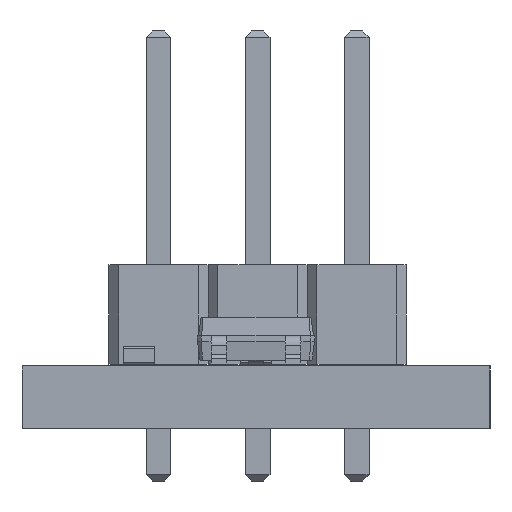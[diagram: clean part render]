
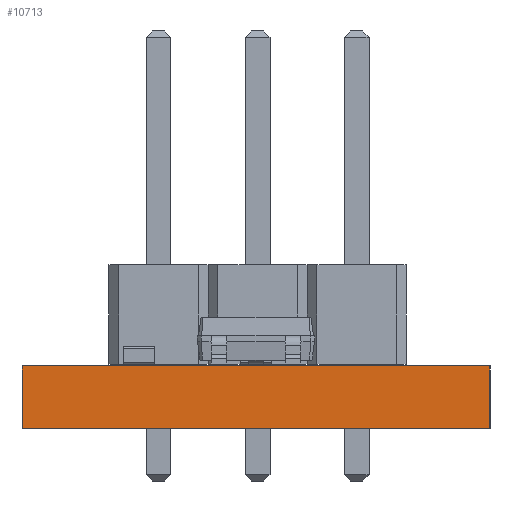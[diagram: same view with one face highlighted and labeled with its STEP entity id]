
A CAD part, left-side view. The second image highlights one B-rep face of the part: STEP entity #10713.
In plain terms, the highlighted planar face has unit normal (-1, 0, 0).
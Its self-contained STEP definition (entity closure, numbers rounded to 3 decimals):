
#10597 = EDGE_CURVE('',#10598,#10600,#10602,.T.);
#10598 = VERTEX_POINT('',#10599);
#10599 = CARTESIAN_POINT('',(0.,-0.,0.));
#10600 = VERTEX_POINT('',#10601);
#10601 = CARTESIAN_POINT('',(0.,0.,1.6));
#10602 = SURFACE_CURVE('',#10603,(#10607,#10619),.PCURVE_S1.);
#10603 = LINE('',#10604,#10605);
#10604 = CARTESIAN_POINT('',(0.,-0.,0.));
#10605 = VECTOR('',#10606,1.);
#10606 = DIRECTION('',(0.,0.,1.));
#10607 = PCURVE('',#10608,#10613);
#10608 = PLANE('',#10609);
#10609 = AXIS2_PLACEMENT_3D('',#10610,#10611,#10612);
#10610 = CARTESIAN_POINT('',(0.,0.,0.));
#10611 = DIRECTION('',(0.,1.,0.));
#10612 = DIRECTION('',(1.,0.,0.));
#10613 = DEFINITIONAL_REPRESENTATION('',(#10614),#10618);
#10614 = LINE('',#10615,#10616);
#10615 = CARTESIAN_POINT('',(0.,0.));
#10616 = VECTOR('',#10617,1.);
#10617 = DIRECTION('',(0.,-1.));
#10618 = ( GEOMETRIC_REPRESENTATION_CONTEXT(2) 
PARAMETRIC_REPRESENTATION_CONTEXT() REPRESENTATION_CONTEXT('2D SPACE',''
  ) );
#10619 = PCURVE('',#10620,#10625);
#10620 = PLANE('',#10621);
#10621 = AXIS2_PLACEMENT_3D('',#10622,#10623,#10624);
#10622 = CARTESIAN_POINT('',(0.,12.,0.));
#10623 = DIRECTION('',(1.,0.,-0.));
#10624 = DIRECTION('',(0.,-1.,0.));
#10625 = DEFINITIONAL_REPRESENTATION('',(#10626),#10630);
#10626 = LINE('',#10627,#10628);
#10627 = CARTESIAN_POINT('',(12.,0.));
#10628 = VECTOR('',#10629,1.);
#10629 = DIRECTION('',(0.,-1.));
#10630 = ( GEOMETRIC_REPRESENTATION_CONTEXT(2) 
PARAMETRIC_REPRESENTATION_CONTEXT() REPRESENTATION_CONTEXT('2D SPACE',''
  ) );
#10648 = PLANE('',#10649);
#10649 = AXIS2_PLACEMENT_3D('',#10650,#10651,#10652);
#10650 = CARTESIAN_POINT('',(9.5,6.,1.6));
#10651 = DIRECTION('',(0.,0.,1.));
#10652 = DIRECTION('',(1.,0.,-0.));
#10702 = PLANE('',#10703);
#10703 = AXIS2_PLACEMENT_3D('',#10704,#10705,#10706);
#10704 = CARTESIAN_POINT('',(9.5,6.,0.));
#10705 = DIRECTION('',(0.,0.,1.));
#10706 = DIRECTION('',(1.,0.,-0.));
#10713 = ADVANCED_FACE('',(#10714),#10620,.F.);
#10714 = FACE_BOUND('',#10715,.F.);
#10715 = EDGE_LOOP('',(#10716,#10746,#10767,#10768));
#10716 = ORIENTED_EDGE('',*,*,#10717,.T.);
#10717 = EDGE_CURVE('',#10718,#10720,#10722,.T.);
#10718 = VERTEX_POINT('',#10719);
#10719 = CARTESIAN_POINT('',(0.,12.,0.));
#10720 = VERTEX_POINT('',#10721);
#10721 = CARTESIAN_POINT('',(0.,12.,1.6));
#10722 = SURFACE_CURVE('',#10723,(#10727,#10734),.PCURVE_S1.);
#10723 = LINE('',#10724,#10725);
#10724 = CARTESIAN_POINT('',(0.,12.,0.));
#10725 = VECTOR('',#10726,1.);
#10726 = DIRECTION('',(0.,0.,1.));
#10727 = PCURVE('',#10620,#10728);
#10728 = DEFINITIONAL_REPRESENTATION('',(#10729),#10733);
#10729 = LINE('',#10730,#10731);
#10730 = CARTESIAN_POINT('',(0.,0.));
#10731 = VECTOR('',#10732,1.);
#10732 = DIRECTION('',(0.,-1.));
#10733 = ( GEOMETRIC_REPRESENTATION_CONTEXT(2) 
PARAMETRIC_REPRESENTATION_CONTEXT() REPRESENTATION_CONTEXT('2D SPACE',''
  ) );
#10734 = PCURVE('',#10735,#10740);
#10735 = PLANE('',#10736);
#10736 = AXIS2_PLACEMENT_3D('',#10737,#10738,#10739);
#10737 = CARTESIAN_POINT('',(19.,12.,0.));
#10738 = DIRECTION('',(0.,-1.,0.));
#10739 = DIRECTION('',(-1.,0.,0.));
#10740 = DEFINITIONAL_REPRESENTATION('',(#10741),#10745);
#10741 = LINE('',#10742,#10743);
#10742 = CARTESIAN_POINT('',(19.,0.));
#10743 = VECTOR('',#10744,1.);
#10744 = DIRECTION('',(0.,-1.));
#10745 = ( GEOMETRIC_REPRESENTATION_CONTEXT(2) 
PARAMETRIC_REPRESENTATION_CONTEXT() REPRESENTATION_CONTEXT('2D SPACE',''
  ) );
#10746 = ORIENTED_EDGE('',*,*,#10747,.T.);
#10747 = EDGE_CURVE('',#10720,#10600,#10748,.T.);
#10748 = SURFACE_CURVE('',#10749,(#10753,#10760),.PCURVE_S1.);
#10749 = LINE('',#10750,#10751);
#10750 = CARTESIAN_POINT('',(0.,12.,1.6));
#10751 = VECTOR('',#10752,1.);
#10752 = DIRECTION('',(0.,-1.,0.));
#10753 = PCURVE('',#10620,#10754);
#10754 = DEFINITIONAL_REPRESENTATION('',(#10755),#10759);
#10755 = LINE('',#10756,#10757);
#10756 = CARTESIAN_POINT('',(0.,-1.6));
#10757 = VECTOR('',#10758,1.);
#10758 = DIRECTION('',(1.,0.));
#10759 = ( GEOMETRIC_REPRESENTATION_CONTEXT(2) 
PARAMETRIC_REPRESENTATION_CONTEXT() REPRESENTATION_CONTEXT('2D SPACE',''
  ) );
#10760 = PCURVE('',#10648,#10761);
#10761 = DEFINITIONAL_REPRESENTATION('',(#10762),#10766);
#10762 = LINE('',#10763,#10764);
#10763 = CARTESIAN_POINT('',(-9.5,6.));
#10764 = VECTOR('',#10765,1.);
#10765 = DIRECTION('',(0.,-1.));
#10766 = ( GEOMETRIC_REPRESENTATION_CONTEXT(2) 
PARAMETRIC_REPRESENTATION_CONTEXT() REPRESENTATION_CONTEXT('2D SPACE',''
  ) );
#10767 = ORIENTED_EDGE('',*,*,#10597,.F.);
#10768 = ORIENTED_EDGE('',*,*,#10769,.F.);
#10769 = EDGE_CURVE('',#10718,#10598,#10770,.T.);
#10770 = SURFACE_CURVE('',#10771,(#10775,#10782),.PCURVE_S1.);
#10771 = LINE('',#10772,#10773);
#10772 = CARTESIAN_POINT('',(0.,12.,0.));
#10773 = VECTOR('',#10774,1.);
#10774 = DIRECTION('',(0.,-1.,0.));
#10775 = PCURVE('',#10620,#10776);
#10776 = DEFINITIONAL_REPRESENTATION('',(#10777),#10781);
#10777 = LINE('',#10778,#10779);
#10778 = CARTESIAN_POINT('',(0.,0.));
#10779 = VECTOR('',#10780,1.);
#10780 = DIRECTION('',(1.,0.));
#10781 = ( GEOMETRIC_REPRESENTATION_CONTEXT(2) 
PARAMETRIC_REPRESENTATION_CONTEXT() REPRESENTATION_CONTEXT('2D SPACE',''
  ) );
#10782 = PCURVE('',#10702,#10783);
#10783 = DEFINITIONAL_REPRESENTATION('',(#10784),#10788);
#10784 = LINE('',#10785,#10786);
#10785 = CARTESIAN_POINT('',(-9.5,6.));
#10786 = VECTOR('',#10787,1.);
#10787 = DIRECTION('',(0.,-1.));
#10788 = ( GEOMETRIC_REPRESENTATION_CONTEXT(2) 
PARAMETRIC_REPRESENTATION_CONTEXT() REPRESENTATION_CONTEXT('2D SPACE',''
  ) );
